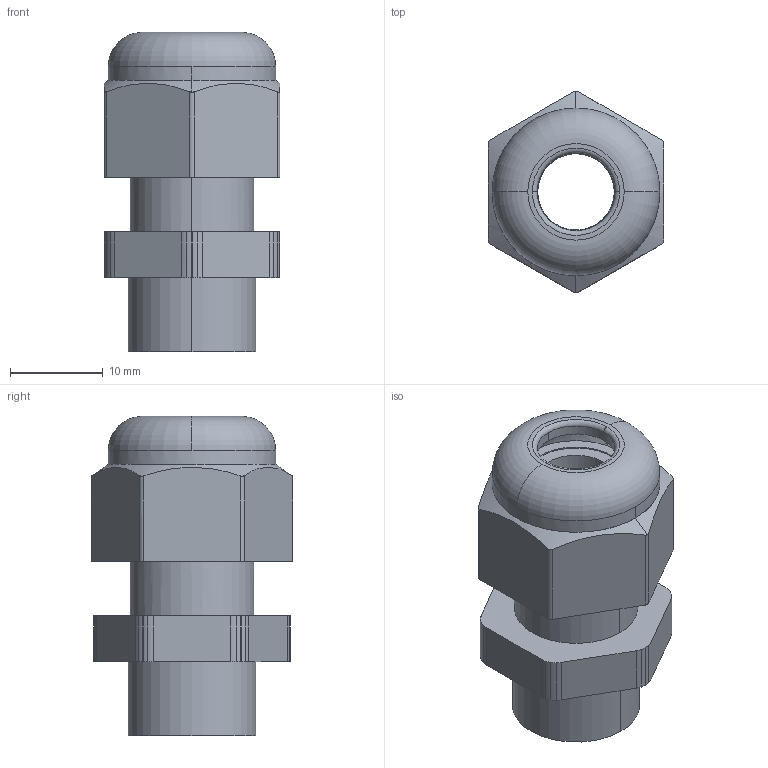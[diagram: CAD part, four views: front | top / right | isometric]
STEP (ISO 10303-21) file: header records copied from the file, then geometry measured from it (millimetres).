
FILE_DESCRIPTION(('CATIA V5 STEP Exchange','CAx-IF Rec.Pracs.--- Model Styling and Organization---1.4--- 2014-01-23'),'2;1');
FILE_NAME ('D1452847_1', '2024-02-13T10:57:25+00:00', ('none'), ('Weidmueller'), 'CATIA Version 5-6 Release 2016 SP3 HF44', 'CATIA V5 STEP AP214', 'none');
FILE_SCHEMA(('AUTOMOTIVE_DESIGN { 1 0 10303 214 1 1 1 1 }'));
Length unit declared in the file: millimetre
Products named in the file (1): VG_9
Bounding box: 19 x 21.78 x 34.5 mm (x, y, z)
Volume: 4834.8 mm3; surface area: 5403.7 mm2
Topology: 3 solids, 3 shells, 96 faces, 278 edges, 194 vertices
Faces by surface type: cylinder 54, plane 30, torus 6, cone 6
Entity records: 3607 total; most frequent: CARTESIAN_POINT 1009, ORIENTED_EDGE 556, DIRECTION 418, EDGE_CURVE 278, AXIS2_PLACEMENT_3D 217, VERTEX_POINT 194, CIRCLE 122, VECTOR 108
